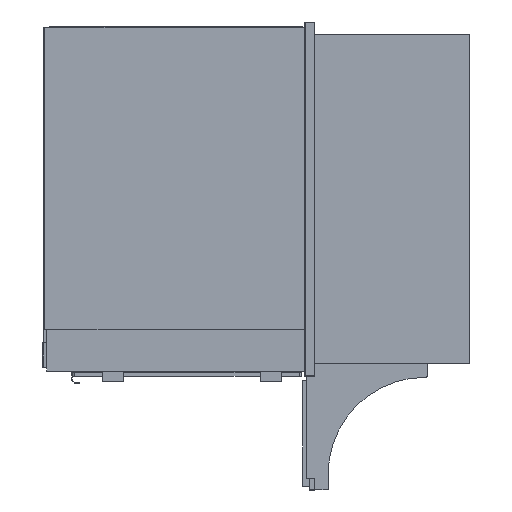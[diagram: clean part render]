
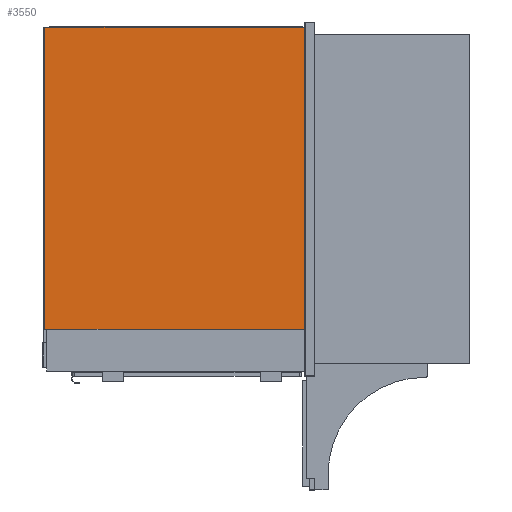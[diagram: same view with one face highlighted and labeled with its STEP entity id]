
A CAD part, left-side view. The second image highlights one B-rep face of the part: STEP entity #3550.
In plain terms, the highlighted planar face has unit normal (-1, 0, 0).
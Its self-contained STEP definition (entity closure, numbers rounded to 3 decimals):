
#298 = VERTEX_POINT ( 'NONE', #7802 ) ;
#847 = LINE ( 'NONE', #6645, #1581 ) ;
#1049 = CARTESIAN_POINT ( 'NONE',  ( -215., 833., 337.5 ) ) ;
#1240 = VERTEX_POINT ( 'NONE', #8054 ) ;
#1307 = ORIENTED_EDGE ( 'NONE', *, *, #2697, .T. ) ;
#1581 = VECTOR ( 'NONE', #6553, 1000. ) ;
#1600 = DIRECTION ( 'NONE',  ( 0., -1., 0. ) ) ;
#1936 = PLANE ( 'NONE',  #5437 ) ;
#2404 = VECTOR ( 'NONE', #2431, 1000. ) ;
#2418 = DIRECTION ( 'NONE',  ( 0., 0., 1. ) ) ;
#2431 = DIRECTION ( 'NONE',  ( 0., 1., 0. ) ) ;
#2560 = EDGE_CURVE ( 'NONE', #1240, #298, #5578, .T. ) ;
#2617 = ORIENTED_EDGE ( 'NONE', *, *, #2850, .T. ) ;
#2697 = EDGE_CURVE ( 'NONE', #298, #3712, #847, .T. ) ;
#2850 = EDGE_CURVE ( 'NONE', #5550, #1240, #6703, .T. ) ;
#3036 = CARTESIAN_POINT ( 'NONE',  ( -215., 833., -255.5 ) ) ;
#3550 = ADVANCED_FACE ( 'NONE', ( #6386 ), #1936, .T. ) ;
#3712 = VERTEX_POINT ( 'NONE', #3036 ) ;
#3967 = CARTESIAN_POINT ( 'NONE',  ( -215., 0., 0. ) ) ;
#4754 = ORIENTED_EDGE ( 'NONE', *, *, #4930, .T. ) ;
#4896 = CARTESIAN_POINT ( 'NONE',  ( -215., 833., -255.5 ) ) ;
#4930 = EDGE_CURVE ( 'NONE', #3712, #5550, #5950, .T. ) ;
#4950 = ORIENTED_EDGE ( 'NONE', *, *, #2560, .T. ) ;
#5017 = CARTESIAN_POINT ( 'NONE',  ( -215., 323., -255.5 ) ) ;
#5063 = CARTESIAN_POINT ( 'NONE',  ( -215., 323., -255.5 ) ) ;
#5437 = AXIS2_PLACEMENT_3D ( 'NONE', #3967, #8568, #6613 ) ;
#5550 = VERTEX_POINT ( 'NONE', #5063 ) ;
#5578 = LINE ( 'NONE', #1049, #2404 ) ;
#5950 = LINE ( 'NONE', #4896, #6969 ) ;
#5999 = VECTOR ( 'NONE', #2418, 1000. ) ;
#6386 = FACE_OUTER_BOUND ( 'NONE', #6950, .T. ) ;
#6553 = DIRECTION ( 'NONE',  ( 0., 0., -1. ) ) ;
#6613 = DIRECTION ( 'NONE',  ( 0., 0., 1. ) ) ;
#6645 = CARTESIAN_POINT ( 'NONE',  ( -215., 833., -255.5 ) ) ;
#6703 = LINE ( 'NONE', #5017, #5999 ) ;
#6950 = EDGE_LOOP ( 'NONE', ( #4754, #2617, #4950, #1307 ) ) ;
#6969 = VECTOR ( 'NONE', #1600, 1000. ) ;
#7802 = CARTESIAN_POINT ( 'NONE',  ( -215., 833., 337.5 ) ) ;
#8054 = CARTESIAN_POINT ( 'NONE',  ( -215., 323., 337.5 ) ) ;
#8568 = DIRECTION ( 'NONE',  ( -1., 0., 0. ) ) ;
